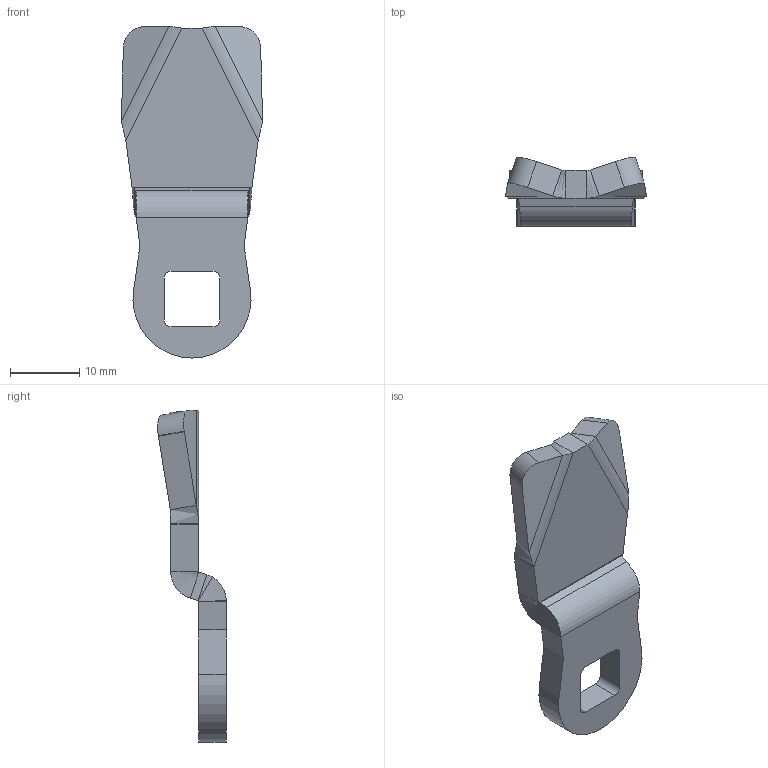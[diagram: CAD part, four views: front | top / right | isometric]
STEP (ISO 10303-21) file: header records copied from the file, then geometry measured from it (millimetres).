
FILE_DESCRIPTION (( 'STEP AP203' ), '1' );
FILE_NAME ('1022 DIL.STEP', '2022-07-06T12:54:22', ( '' ), ( '' ), 'SwSTEP 2.0', 'SolidWorks 2021', '' );
FILE_SCHEMA (( 'CONFIG_CONTROL_DESIGN' ));
Length unit declared in the file: millimetre
Products named in the file (1): 1022 DIL
Bounding box: 20.34 x 9.89 x 47.81 mm (x, y, z)
Volume: 3081.8 mm3; surface area: 2174.1 mm2
Topology: 1 solids, 1 shells, 89 faces, 217 edges, 134 vertices
Faces by surface type: plane 45, bspline 24, cylinder 20
Entity records: 3543 total; most frequent: CARTESIAN_POINT 1528, ORIENTED_EDGE 434, DIRECTION 329, EDGE_CURVE 217, LINE 141, VECTOR 141, VERTEX_POINT 134, EDGE_LOOP 95
